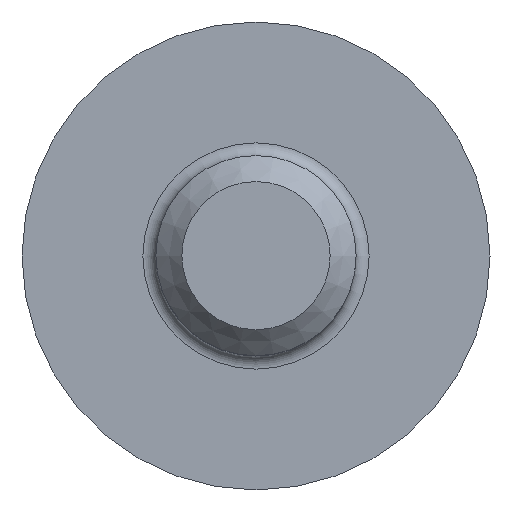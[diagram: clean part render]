
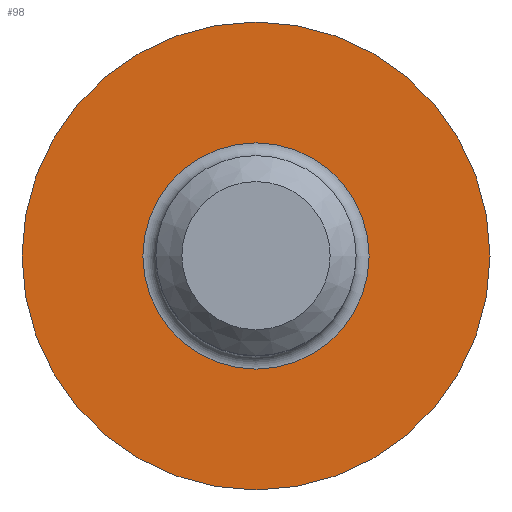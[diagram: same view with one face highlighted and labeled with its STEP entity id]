
A CAD part, top view. The second image highlights one B-rep face of the part: STEP entity #98.
In plain terms, the highlighted planar face has unit normal (0, 0, 1).
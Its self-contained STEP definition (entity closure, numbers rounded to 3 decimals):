
#15=FACE_BOUND('',#35,.T.);
#19=PLANE('',#127);
#27=FACE_OUTER_BOUND('',#34,.T.);
#34=EDGE_LOOP('',(#88));
#35=EDGE_LOOP('',(#89));
#46=CIRCLE('',#121,4.35);
#49=CIRCLE('',#126,9.);
#54=VERTEX_POINT('',#178);
#56=VERTEX_POINT('',#185);
#63=EDGE_CURVE('',#54,#54,#46,.T.);
#66=EDGE_CURVE('',#56,#56,#49,.T.);
#88=ORIENTED_EDGE('',*,*,#66,.T.);
#89=ORIENTED_EDGE('',*,*,#63,.F.);
#98=ADVANCED_FACE('',(#27,#15),#19,.T.);
#121=AXIS2_PLACEMENT_3D('',#179,#148,#149);
#126=AXIS2_PLACEMENT_3D('',#186,#158,#159);
#127=AXIS2_PLACEMENT_3D('',#188,#161,#162);
#148=DIRECTION('center_axis',(0.,0.,1.));
#149=DIRECTION('ref_axis',(1.,0.,0.));
#158=DIRECTION('center_axis',(0.,0.,1.));
#159=DIRECTION('ref_axis',(1.,0.,0.));
#161=DIRECTION('center_axis',(0.,0.,1.));
#162=DIRECTION('ref_axis',(1.,0.,0.));
#178=CARTESIAN_POINT('',(-4.35,0.,8.));
#179=CARTESIAN_POINT('Origin',(0.,0.,8.));
#185=CARTESIAN_POINT('',(-9.,0.,8.));
#186=CARTESIAN_POINT('Origin',(0.,0.,8.));
#188=CARTESIAN_POINT('Origin',(4.35,0.,8.));
